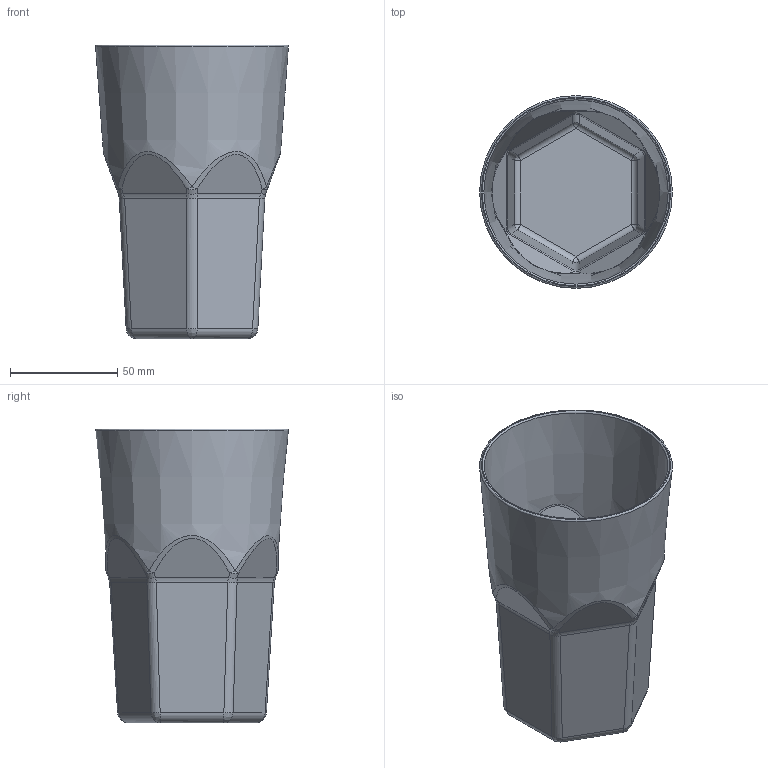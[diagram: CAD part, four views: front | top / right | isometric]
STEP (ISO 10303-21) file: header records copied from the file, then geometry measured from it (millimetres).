
FILE_DESCRIPTION(('FreeCAD Model'),'2;1');
FILE_NAME('cup.step','2015-09-23T13:13:48', ('Author'),(''),'Open CASCADE STEP processor 6.8','FreeCAD','Unknown' );
FILE_SCHEMA(('AUTOMOTIVE_DESIGN_CC2 { 1 2 10303 214 -1 1 5 4 }'));
Length unit declared in the file: millimetre
Products named in the file (1): Fillet003
Bounding box: 89.88 x 89.88 x 137 mm (x, y, z)
Volume: 70319.7 mm3; surface area: 70766.3 mm2
Topology: 1 solids, 1 shells, 129 faces, 278 edges, 140 vertices
Faces by surface type: cylinder 48, plane 27, bspline 25, offset 25, cone 2, torus 2
Entity records: 11924 total; most frequent: CARTESIAN_POINT 7159, DIRECTION 651, ORIENTED_EDGE 532, PCURVE 532, DEFINITIONAL_REPRESENTATION 532, LINE 425, VECTOR 425, B_SPLINE_CURVE_WITH_KNOTS 306
